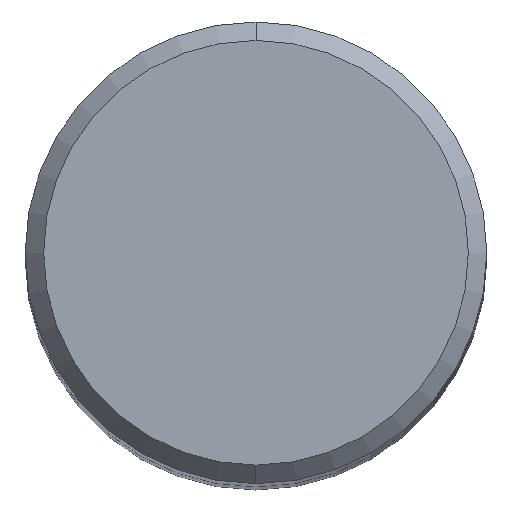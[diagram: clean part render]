
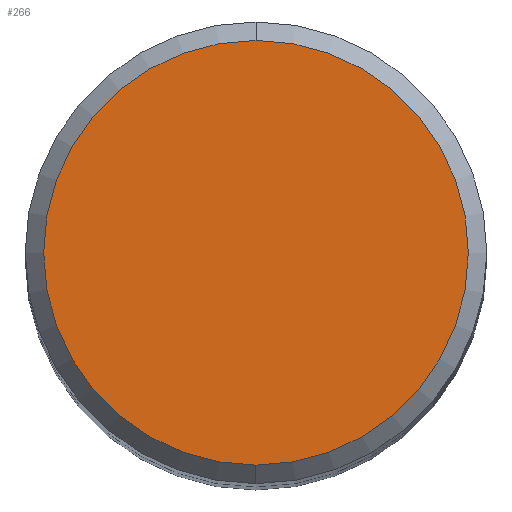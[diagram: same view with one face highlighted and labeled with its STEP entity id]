
A CAD part, top view. The second image highlights one B-rep face of the part: STEP entity #266.
In plain terms, the highlighted planar face has unit normal (0, 0, 1).
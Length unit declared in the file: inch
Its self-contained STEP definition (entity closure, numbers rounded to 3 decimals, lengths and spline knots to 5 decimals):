
#44 = CARTESIAN_POINT ( 'NONE',  ( 0., 0., 0. ) ) ;
#68 = DIRECTION ( 'NONE',  ( 0., -1., 0. ) ) ;
#75 = EDGE_CURVE ( 'NONE', #182, #418, #268, .T. ) ;
#106 = CARTESIAN_POINT ( 'NONE',  ( 0., 0.23, 0. ) ) ;
#135 = CARTESIAN_POINT ( 'NONE',  ( 0., -0.23, 0. ) ) ;
#174 = DIRECTION ( 'NONE',  ( 0., -1., 0. ) ) ;
#182 = VERTEX_POINT ( 'NONE', #106 ) ;
#186 = DIRECTION ( 'NONE',  ( 0., 0., -1. ) ) ;
#194 = ORIENTED_EDGE ( 'NONE', *, *, #201, .T. ) ;
#200 = DIRECTION ( 'NONE',  ( 0., 0., 1. ) ) ;
#201 = EDGE_CURVE ( 'NONE', #418, #182, #363, .T. ) ;
#247 = ORIENTED_EDGE ( 'NONE', *, *, #75, .T. ) ;
#250 = CARTESIAN_POINT ( 'NONE',  ( 0., 0.23, 0. ) ) ;
#261 = AXIS2_PLACEMENT_3D ( 'NONE', #44, #362, #174 ) ;
#266 = ADVANCED_FACE ( 'NONE', ( #285 ), #340, .F. ) ;
#268 = CIRCLE ( 'NONE', #261, 0.23 ) ;
#275 = EDGE_LOOP ( 'NONE', ( #247, #194 ) ) ;
#285 = FACE_OUTER_BOUND ( 'NONE', #275, .T. ) ;
#321 = AXIS2_PLACEMENT_3D ( 'NONE', #250, #186, #409 ) ;
#340 = PLANE ( 'NONE',  #321 ) ;
#360 = CARTESIAN_POINT ( 'NONE',  ( 0., 0., 0. ) ) ;
#362 = DIRECTION ( 'NONE',  ( 0., 0., 1. ) ) ;
#363 = CIRCLE ( 'NONE', #383, 0.23 ) ;
#383 = AXIS2_PLACEMENT_3D ( 'NONE', #360, #200, #68 ) ;
#409 = DIRECTION ( 'NONE',  ( 0., 1., 0. ) ) ;
#418 = VERTEX_POINT ( 'NONE', #135 ) ;
